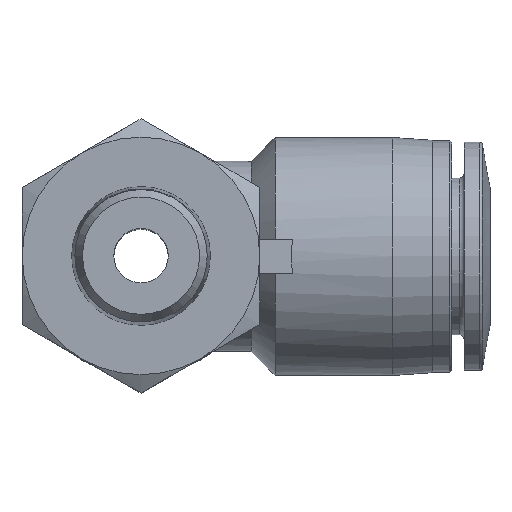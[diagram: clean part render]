
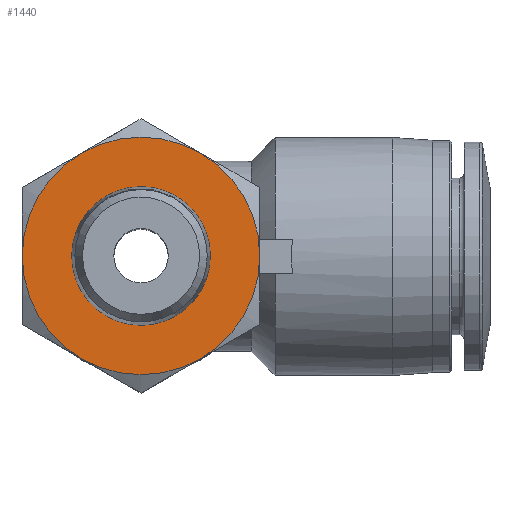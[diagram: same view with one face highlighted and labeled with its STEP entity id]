
A CAD part, top view. The second image highlights one B-rep face of the part: STEP entity #1440.
In plain terms, the highlighted planar face has unit normal (0, 0, 1).
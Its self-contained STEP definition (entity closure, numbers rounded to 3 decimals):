
#41=PLANE('',#1555);
#327=ORIENTED_EDGE('',*,*,#504,.F.);
#328=ORIENTED_EDGE('',*,*,#505,.T.);
#329=ORIENTED_EDGE('',*,*,#509,.T.);
#330=ORIENTED_EDGE('',*,*,#508,.T.);
#331=ORIENTED_EDGE('',*,*,#507,.T.);
#332=ORIENTED_EDGE('',*,*,#510,.T.);
#333=ORIENTED_EDGE('',*,*,#506,.T.);
#504=EDGE_CURVE('',#607,#607,#652,.T.);
#505=EDGE_CURVE('',#602,#600,#653,.T.);
#506=EDGE_CURVE('',#604,#602,#654,.T.);
#507=EDGE_CURVE('',#596,#594,#655,.T.);
#508=EDGE_CURVE('',#598,#596,#656,.T.);
#509=EDGE_CURVE('',#600,#598,#657,.T.);
#510=EDGE_CURVE('',#594,#604,#658,.T.);
#594=VERTEX_POINT('',#2134);
#596=VERTEX_POINT('',#2146);
#598=VERTEX_POINT('',#2158);
#600=VERTEX_POINT('',#2170);
#602=VERTEX_POINT('',#2182);
#604=VERTEX_POINT('',#2194);
#607=VERTEX_POINT('',#2207);
#652=CIRCLE('',#1544,5.098);
#653=CIRCLE('',#1546,8.73);
#654=CIRCLE('',#1548,8.73);
#655=CIRCLE('',#1550,8.73);
#656=CIRCLE('',#1552,8.73);
#657=CIRCLE('',#1554,8.73);
#658=CIRCLE('',#1556,8.73);
#741=EDGE_LOOP('',(#327));
#742=EDGE_LOOP('',(#328,#329,#330,#331,#332,#333));
#849=FACE_BOUND('',#741,.T.);
#850=FACE_BOUND('',#742,.T.);
#1440=ADVANCED_FACE('',(#849,#850),#41,.F.);
#1544=AXIS2_PLACEMENT_3D('',#2206,#1776,#1777);
#1546=AXIS2_PLACEMENT_3D('',#2209,#1780,#1781);
#1548=AXIS2_PLACEMENT_3D('',#2211,#1784,#1785);
#1550=AXIS2_PLACEMENT_3D('',#2213,#1788,#1789);
#1552=AXIS2_PLACEMENT_3D('',#2215,#1792,#1793);
#1554=AXIS2_PLACEMENT_3D('',#2217,#1796,#1797);
#1555=AXIS2_PLACEMENT_3D('',#2218,#1798,#1799);
#1556=AXIS2_PLACEMENT_3D('',#2219,#1800,#1801);
#1776=DIRECTION('',(0.,0.,1.));
#1777=DIRECTION('',(1.,0.,0.));
#1780=DIRECTION('',(0.,0.,1.));
#1781=DIRECTION('',(1.,0.,0.));
#1784=DIRECTION('',(0.,0.,1.));
#1785=DIRECTION('',(1.,0.,0.));
#1788=DIRECTION('',(0.,0.,1.));
#1789=DIRECTION('',(1.,0.,0.));
#1792=DIRECTION('',(0.,0.,1.));
#1793=DIRECTION('',(1.,0.,0.));
#1796=DIRECTION('',(0.,0.,1.));
#1797=DIRECTION('',(1.,0.,0.));
#1798=DIRECTION('',(0.,0.,-1.));
#1799=DIRECTION('',(-1.,0.,0.));
#1800=DIRECTION('',(0.,0.,1.));
#1801=DIRECTION('',(1.,0.,0.));
#2134=CARTESIAN_POINT('',(-8.73,0.,23.05));
#2146=CARTESIAN_POINT('',(-4.365,7.56,23.05));
#2158=CARTESIAN_POINT('',(4.365,7.56,23.05));
#2170=CARTESIAN_POINT('',(8.73,0.,23.05));
#2182=CARTESIAN_POINT('',(4.365,-7.56,23.05));
#2194=CARTESIAN_POINT('',(-4.365,-7.56,23.05));
#2206=CARTESIAN_POINT('',(0.,0.,23.05));
#2207=CARTESIAN_POINT('',(5.098,0.,23.05));
#2209=CARTESIAN_POINT('',(0.,0.,23.05));
#2211=CARTESIAN_POINT('',(0.,0.,23.05));
#2213=CARTESIAN_POINT('',(0.,0.,23.05));
#2215=CARTESIAN_POINT('',(0.,0.,23.05));
#2217=CARTESIAN_POINT('',(0.,0.,23.05));
#2218=CARTESIAN_POINT('',(8.73,0.,23.05));
#2219=CARTESIAN_POINT('',(0.,0.,23.05));
